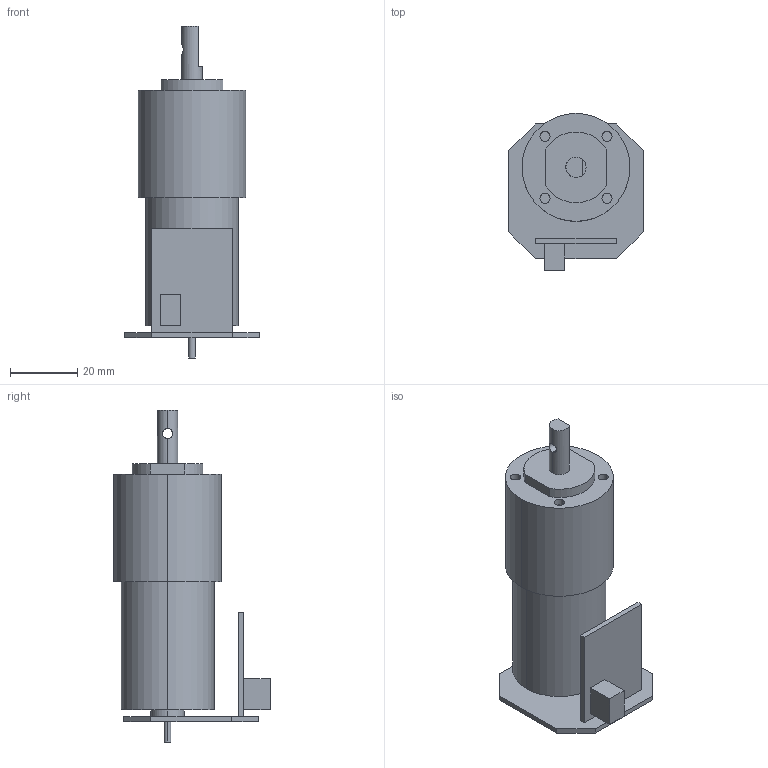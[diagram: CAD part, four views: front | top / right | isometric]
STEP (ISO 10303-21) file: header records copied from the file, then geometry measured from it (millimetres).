
FILE_DESCRIPTION (( 'STEP AP214' ), '1' );
FILE_NAME ('RMCS 2115 (1).STEP', '2023-01-31T14:04:49', ( '' ), ( '' ), 'SwSTEP 2.0', 'SolidWorks 2022', '' );
FILE_SCHEMA (( 'AUTOMOTIVE_DESIGN' ));
Length unit declared in the file: millimetre
Products named in the file (1): RMCS 2115 (1)
Bounding box: 40 x 46.5 x 98.5 mm (x, y, z)
Volume: 53718 mm3; surface area: 13638.6 mm2
Topology: 1 solids, 1 shells, 56 faces, 127 edges, 84 vertices
Faces by surface type: plane 34, cylinder 22
Entity records: 1663 total; most frequent: CARTESIAN_POINT 318, DIRECTION 283, ORIENTED_EDGE 254, EDGE_CURVE 127, AXIS2_PLACEMENT_3D 101, VERTEX_POINT 84, LINE 81, VECTOR 81
